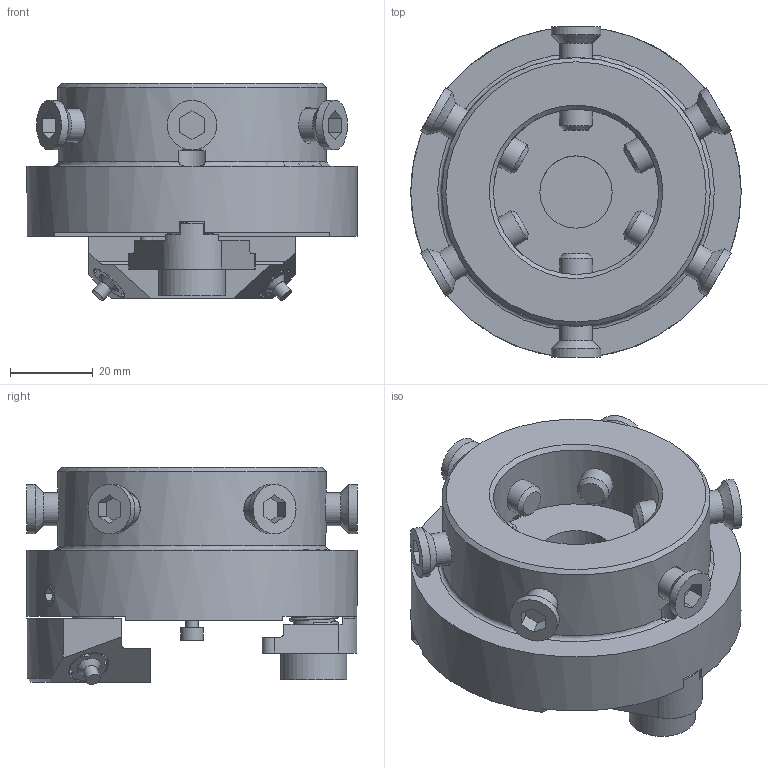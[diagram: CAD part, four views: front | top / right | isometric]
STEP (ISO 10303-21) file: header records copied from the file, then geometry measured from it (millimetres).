
FILE_DESCRIPTION(/* description */ (''),/* implementation_level */ '2;1');
FILE_NAME(/* name */ '1529325482232.stp',/* time_stamp */ '2018-06-18T14:38:10+02:00',/* author */ (''),/* organization */ ('SMS'),/* preprocessor_version */ 'ST-DEVELOPER v15',/* originating_system */ 'SIEMENS PLM Software NX 8.5',/* authorisation */ '');
FILE_SCHEMA (('AUTOMOTIVE_DESIGN { 1 0 10303 214 3 1 1 1 }'));
Length unit declared in the file: millimetre
Products named in the file (1): 570-80_17-580-80
Bounding box: 80 x 80 x 52.55 mm (x, y, z)
Volume: 144190.5 mm3; surface area: 35941.1 mm2
Topology: 1 solids, 2 shells, 367 faces, 873 edges, 569 vertices
Faces by surface type: plane 194, cylinder 109, cone 47, torus 13, sphere 2, bspline 2
Full cylindrical faces by diameter (mm): 2.5 x2, 3 x1, 3.5 x2, 4 x2, 4.2 x2, 4.95 x1, 5 x2, 5.5 x1, 5.6 x2, 8 x12, 8.5 x2, 9.3 x2, 9.4 x2, 9.5 x4, 10 x2, 10.5 x2, 12 x8, 16 x2, 16.5 x1, 17.5 x1, 40 x1, 65 x1, 80 x1
Entity records: 11719 total; most frequent: CARTESIAN_POINT 3768, DIRECTION 1660, ORIENTED_EDGE 1432, EDGE_CURVE 716, AXIS2_PLACEMENT_3D 630, EDGE_LOOP 530, VERTEX_POINT 515, LINE 400
